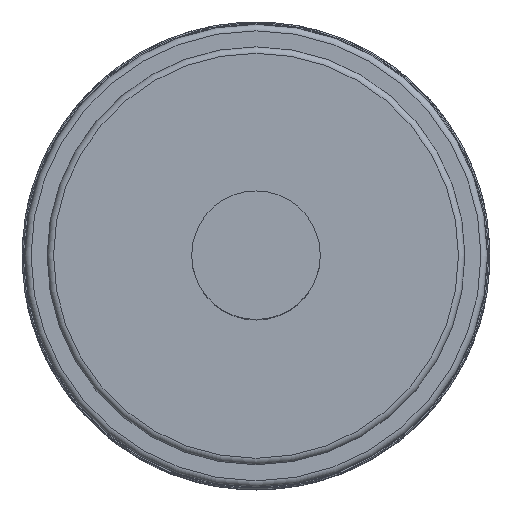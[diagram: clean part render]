
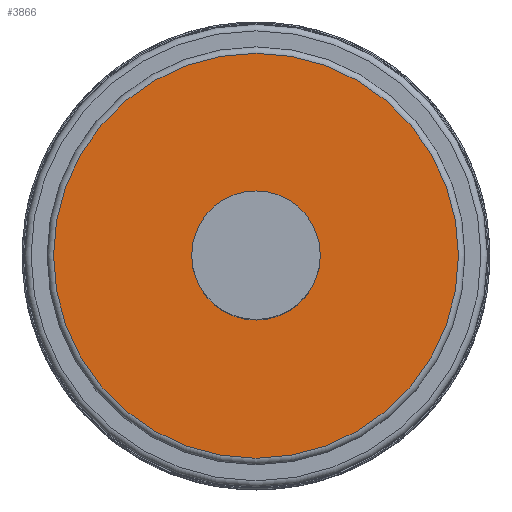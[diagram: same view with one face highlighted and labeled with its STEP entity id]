
A CAD part, top view. The second image highlights one B-rep face of the part: STEP entity #3866.
In plain terms, the highlighted planar face has unit normal (0, 0, 1).
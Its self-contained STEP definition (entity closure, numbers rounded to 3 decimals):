
#37=FACE_BOUND('',#632,.T.);
#67=PLANE('',#4068);
#362=FACE_OUTER_BOUND('',#631,.T.);
#631=EDGE_LOOP('',(#3438));
#632=EDGE_LOOP('',(#3439));
#998=CIRCLE('',#4058,5.);
#1002=CIRCLE('',#4067,15.75);
#1705=VERTEX_POINT('',#34927);
#1709=VERTEX_POINT('',#34940);
#2286=EDGE_CURVE('',#1705,#1705,#998,.T.);
#2290=EDGE_CURVE('',#1709,#1709,#1002,.T.);
#3438=ORIENTED_EDGE('',*,*,#2290,.F.);
#3439=ORIENTED_EDGE('',*,*,#2286,.T.);
#3866=ADVANCED_FACE('',(#362,#37),#67,.T.);
#4058=AXIS2_PLACEMENT_3D('',#34928,#4560,#4561);
#4067=AXIS2_PLACEMENT_3D('',#34941,#4578,#4579);
#4068=AXIS2_PLACEMENT_3D('',#34942,#4580,#4581);
#4560=DIRECTION('center_axis',(0.,0.,-1.));
#4561=DIRECTION('ref_axis',(-1.,0.,0.));
#4578=DIRECTION('center_axis',(0.,0.,-1.));
#4579=DIRECTION('ref_axis',(-1.,0.,0.));
#4580=DIRECTION('center_axis',(0.,0.,1.));
#4581=DIRECTION('ref_axis',(1.,0.,0.));
#34927=CARTESIAN_POINT('',(5.,0.,17.5));
#34928=CARTESIAN_POINT('Origin',(0.,0.,17.5));
#34940=CARTESIAN_POINT('',(15.75,0.,17.5));
#34941=CARTESIAN_POINT('Origin',(0.,0.,17.5));
#34942=CARTESIAN_POINT('Origin',(0.,0.,17.5));
